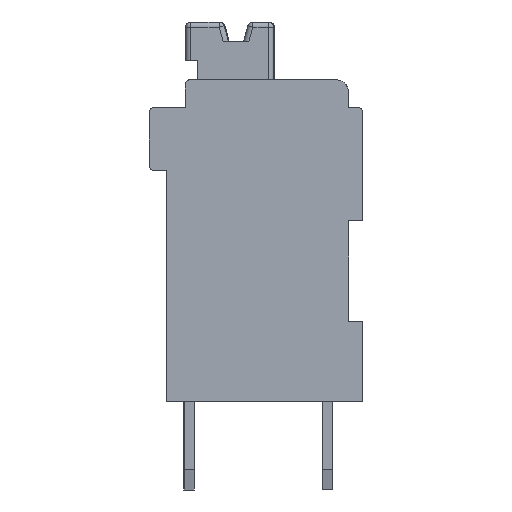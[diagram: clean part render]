
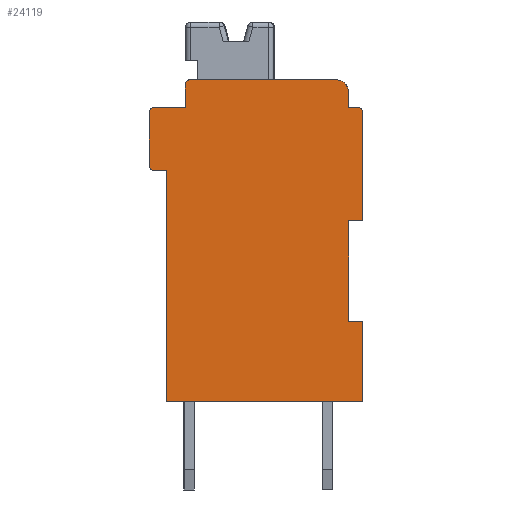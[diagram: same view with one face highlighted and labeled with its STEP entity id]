
A CAD part, left-side view. The second image highlights one B-rep face of the part: STEP entity #24119.
In plain terms, the highlighted planar face has unit normal (-1, 0, 0).
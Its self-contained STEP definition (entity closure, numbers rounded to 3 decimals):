
#596=PLANE('',#25573);
#1404=CIRCLE('',#25515,0.5);
#1406=CIRCLE('',#25519,0.2);
#1444=CIRCLE('',#25574,0.2);
#1445=CIRCLE('',#25575,0.2);
#1446=CIRCLE('',#25576,0.2);
#3853=ORIENTED_EDGE('',*,*,#10561,.F.);
#3854=ORIENTED_EDGE('',*,*,#10439,.T.);
#3855=ORIENTED_EDGE('',*,*,#10434,.F.);
#3856=ORIENTED_EDGE('',*,*,#10446,.T.);
#3857=ORIENTED_EDGE('',*,*,#10444,.F.);
#3858=ORIENTED_EDGE('',*,*,#10490,.F.);
#3859=ORIENTED_EDGE('',*,*,#10661,.T.);
#3860=ORIENTED_EDGE('',*,*,#10482,.F.);
#3861=ORIENTED_EDGE('',*,*,#10662,.T.);
#3862=ORIENTED_EDGE('',*,*,#10479,.F.);
#3863=ORIENTED_EDGE('',*,*,#9186,.F.);
#3864=ORIENTED_EDGE('',*,*,#10464,.F.);
#3865=ORIENTED_EDGE('',*,*,#10472,.F.);
#3866=ORIENTED_EDGE('',*,*,#10478,.F.);
#3867=ORIENTED_EDGE('',*,*,#10614,.F.);
#3868=ORIENTED_EDGE('',*,*,#10474,.F.);
#3869=ORIENTED_EDGE('',*,*,#9205,.F.);
#3870=ORIENTED_EDGE('',*,*,#10663,.T.);
#3871=ORIENTED_EDGE('',*,*,#10562,.F.);
#9186=EDGE_CURVE('',#12778,#12779,#15070,.T.);
#9205=EDGE_CURVE('',#12790,#12791,#15089,.T.);
#10434=EDGE_CURVE('',#13829,#13830,#16236,.T.);
#10439=EDGE_CURVE('',#13834,#13830,#1404,.F.);
#10444=EDGE_CURVE('',#13838,#13835,#16243,.T.);
#10446=EDGE_CURVE('',#13829,#13835,#1406,.F.);
#10464=EDGE_CURVE('',#13852,#12778,#16261,.T.);
#10472=EDGE_CURVE('',#13857,#13852,#16269,.T.);
#10474=EDGE_CURVE('',#12791,#13859,#16271,.T.);
#10478=EDGE_CURVE('',#13861,#13857,#16275,.T.);
#10479=EDGE_CURVE('',#12779,#13862,#16276,.T.);
#10482=EDGE_CURVE('',#13863,#13864,#16279,.T.);
#10490=EDGE_CURVE('',#13867,#13838,#16284,.T.);
#10561=EDGE_CURVE('',#13834,#13903,#16321,.T.);
#10562=EDGE_CURVE('',#13903,#13904,#16322,.T.);
#10614=EDGE_CURVE('',#13859,#13861,#16374,.T.);
#10661=EDGE_CURVE('',#13867,#13864,#1444,.F.);
#10662=EDGE_CURVE('',#13863,#13862,#1445,.F.);
#10663=EDGE_CURVE('',#12790,#13904,#1446,.F.);
#12778=VERTEX_POINT('',#33932);
#12779=VERTEX_POINT('',#33934);
#12790=VERTEX_POINT('',#33967);
#12791=VERTEX_POINT('',#33969);
#13829=VERTEX_POINT('',#36527);
#13830=VERTEX_POINT('',#36529);
#13834=VERTEX_POINT('',#36543);
#13835=VERTEX_POINT('',#36547);
#13838=VERTEX_POINT('',#36552);
#13852=VERTEX_POINT('',#36592);
#13857=VERTEX_POINT('',#36608);
#13859=VERTEX_POINT('',#36614);
#13861=VERTEX_POINT('',#36620);
#13862=VERTEX_POINT('',#36624);
#13863=VERTEX_POINT('',#36628);
#13864=VERTEX_POINT('',#36630);
#13867=VERTEX_POINT('',#36641);
#13903=VERTEX_POINT('',#36748);
#13904=VERTEX_POINT('',#36753);
#15070=LINE('',#33933,#18129);
#15089=LINE('',#33968,#18148);
#16236=LINE('',#36528,#19295);
#16243=LINE('',#36553,#19302);
#16261=LINE('',#36593,#19320);
#16269=LINE('',#36609,#19328);
#16271=LINE('',#36613,#19330);
#16275=LINE('',#36621,#19334);
#16276=LINE('',#36623,#19335);
#16279=LINE('',#36629,#19338);
#16284=LINE('',#36642,#19343);
#16321=LINE('',#36750,#19380);
#16322=LINE('',#36752,#19381);
#16374=LINE('',#36832,#19433);
#18129=VECTOR('',#27201,1000.);
#18148=VECTOR('',#27228,1000.);
#19295=VECTOR('',#28943,1000.);
#19302=VECTOR('',#28958,1000.);
#19320=VECTOR('',#28992,1000.);
#19328=VECTOR('',#29006,1000.);
#19330=VECTOR('',#29010,1000.);
#19334=VECTOR('',#29016,1000.);
#19335=VECTOR('',#29019,1000.);
#19338=VECTOR('',#29024,1000.);
#19343=VECTOR('',#29037,1000.);
#19380=VECTOR('',#29144,1000.);
#19381=VECTOR('',#29147,1000.);
#19433=VECTOR('',#29201,1000.);
#21291=EDGE_LOOP('',(#3853,#3854,#3855,#3856,#3857,#3858,#3859,#3860,#3861,
#3862,#3863,#3864,#3865,#3866,#3867,#3868,#3869,#3870,#3871));
#22594=FACE_BOUND('',#21291,.T.);
#24119=ADVANCED_FACE('',(#22594),#596,.F.);
#25515=AXIS2_PLACEMENT_3D('',#36542,#28950,#28951);
#25519=AXIS2_PLACEMENT_3D('',#36556,#28963,#28964);
#25573=AXIS2_PLACEMENT_3D('',#36901,#29248,#29249);
#25574=AXIS2_PLACEMENT_3D('',#36902,#29250,#29251);
#25575=AXIS2_PLACEMENT_3D('',#36903,#29252,#29253);
#25576=AXIS2_PLACEMENT_3D('',#36904,#29254,#29255);
#27201=DIRECTION('',(0.,0.,1.));
#27228=DIRECTION('',(0.,0.,-1.));
#28943=DIRECTION('',(0.,-1.,0.));
#28950=DIRECTION('',(1.,0.,0.));
#28951=DIRECTION('',(0.,0.,-1.));
#28958=DIRECTION('',(0.,0.,1.));
#28963=DIRECTION('',(1.,0.,0.));
#28964=DIRECTION('',(0.,0.,-1.));
#28992=DIRECTION('',(0.,1.,0.));
#29006=DIRECTION('',(0.,0.,-1.));
#29010=DIRECTION('',(0.,1.,0.));
#29016=DIRECTION('',(0.,-1.,0.));
#29019=DIRECTION('',(0.,1.,0.));
#29024=DIRECTION('',(0.,0.,1.));
#29037=DIRECTION('',(0.,-1.,0.));
#29144=DIRECTION('',(0.,0.,-1.));
#29147=DIRECTION('',(0.,-1.,0.));
#29201=DIRECTION('',(0.,0.,-1.));
#29248=DIRECTION('',(1.,0.,0.));
#29249=DIRECTION('',(0.,0.,-1.));
#29250=DIRECTION('',(1.,0.,0.));
#29251=DIRECTION('',(0.,0.,-1.));
#29252=DIRECTION('',(1.,0.,0.));
#29253=DIRECTION('',(0.,0.,-1.));
#29254=DIRECTION('',(1.,0.,0.));
#29255=DIRECTION('',(0.,0.,-1.));
#33932=CARTESIAN_POINT('',(-21.35,3.98,-5.2));
#33933=CARTESIAN_POINT('',(-21.35,3.98,4.));
#33934=CARTESIAN_POINT('',(-21.35,3.98,4.));
#33967=CARTESIAN_POINT('',(-21.35,-3.82,6.3));
#33968=CARTESIAN_POINT('',(-21.35,-3.82,6.5));
#33969=CARTESIAN_POINT('',(-21.35,-3.82,2.));
#36527=CARTESIAN_POINT('',(-21.35,3.05,7.6));
#36528=CARTESIAN_POINT('',(-21.35,3.25,7.6));
#36529=CARTESIAN_POINT('',(-21.35,-2.75,7.6));
#36542=CARTESIAN_POINT('',(-21.35,-2.75,7.1));
#36543=CARTESIAN_POINT('',(-21.35,-3.25,7.1));
#36547=CARTESIAN_POINT('',(-21.35,3.25,7.4));
#36552=CARTESIAN_POINT('',(-21.35,3.25,6.5));
#36553=CARTESIAN_POINT('',(-21.35,3.25,7.6));
#36556=CARTESIAN_POINT('',(-21.35,3.05,7.4));
#36592=CARTESIAN_POINT('',(-21.35,-3.82,-5.2));
#36593=CARTESIAN_POINT('',(-21.35,-3.82,-5.2));
#36608=CARTESIAN_POINT('',(-21.35,-3.82,-2.));
#36609=CARTESIAN_POINT('',(-21.35,-3.82,-2.));
#36613=CARTESIAN_POINT('',(-21.35,-3.82,2.));
#36614=CARTESIAN_POINT('',(-21.35,-3.25,2.));
#36620=CARTESIAN_POINT('',(-21.35,-3.25,-2.));
#36621=CARTESIAN_POINT('',(-21.35,-3.25,-2.));
#36623=CARTESIAN_POINT('',(-21.35,4.68,4.));
#36624=CARTESIAN_POINT('',(-21.35,4.48,4.));
#36628=CARTESIAN_POINT('',(-21.35,4.68,4.2));
#36629=CARTESIAN_POINT('',(-21.35,4.68,4.));
#36630=CARTESIAN_POINT('',(-21.35,4.68,6.3));
#36641=CARTESIAN_POINT('',(-21.35,4.48,6.5));
#36642=CARTESIAN_POINT('',(-21.35,3.25,6.5));
#36748=CARTESIAN_POINT('',(-21.35,-3.25,6.5));
#36750=CARTESIAN_POINT('',(-21.35,-3.25,6.5));
#36752=CARTESIAN_POINT('',(-21.35,-3.82,6.5));
#36753=CARTESIAN_POINT('',(-21.35,-3.62,6.5));
#36832=CARTESIAN_POINT('',(-21.35,-3.25,2.));
#36901=CARTESIAN_POINT('',(-21.35,0.,0.));
#36902=CARTESIAN_POINT('',(-21.35,4.48,6.3));
#36903=CARTESIAN_POINT('',(-21.35,4.48,4.2));
#36904=CARTESIAN_POINT('',(-21.35,-3.62,6.3));
